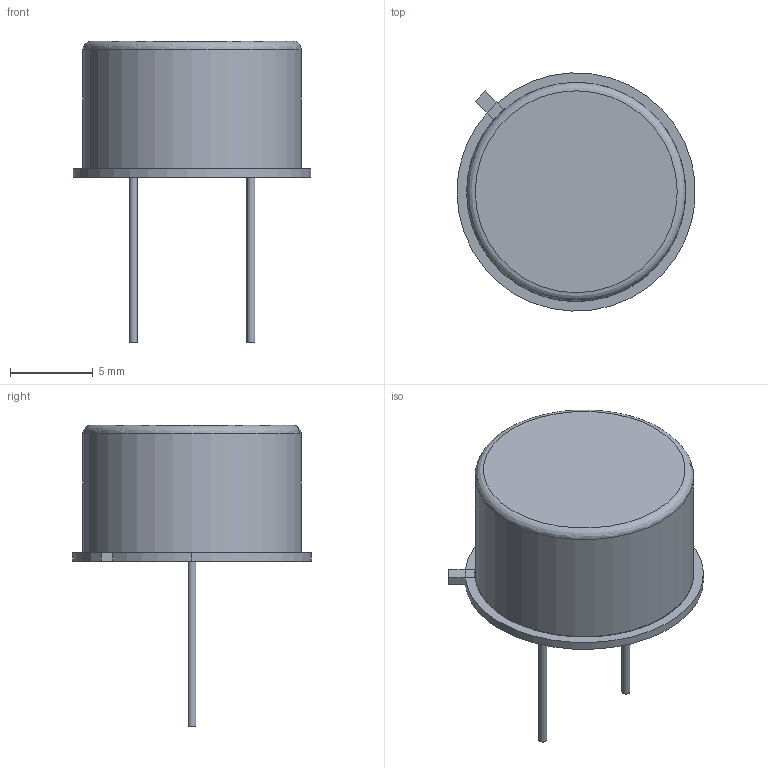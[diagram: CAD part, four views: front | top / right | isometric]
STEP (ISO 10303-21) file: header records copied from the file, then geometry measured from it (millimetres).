
FILE_DESCRIPTION(('FreeCAD Model'),'2;1');
FILE_NAME( 'TO-8-2.step', '2017-11-26T14:46:58',('kicad StepUp'),('ksu MCAD'), 'Open CASCADE STEP processor 6.8','FreeCAD','Unknown');
FILE_SCHEMA(('AUTOMOTIVE_DESIGN_CC2 { 1 2 10303 214 -1 1 5 4 }'));
Length unit declared in the file: millimetre
Products named in the file (1): TO-8-2
Bounding box: 14.38 x 14.39 x 18.2 mm (x, y, z)
Volume: 1137 mm3; surface area: 691.2 mm2
Topology: 1 solids, 1 shells, 19 faces, 37 edges, 22 vertices
Faces by surface type: plane 12, cylinder 5, revolution 2
Full cylindrical faces by diameter (mm): 0.48 x2, 13.2 x1
Entity records: 355 total; most frequent: ORIENTED_EDGE 62, CARTESIAN_POINT 37, EDGE_CURVE 37, VERTEX_POINT 22, FACE_BOUND 21, EDGE_LOOP 21, AXIS2_PLACEMENT_3D 20, ADVANCED_FACE 19
